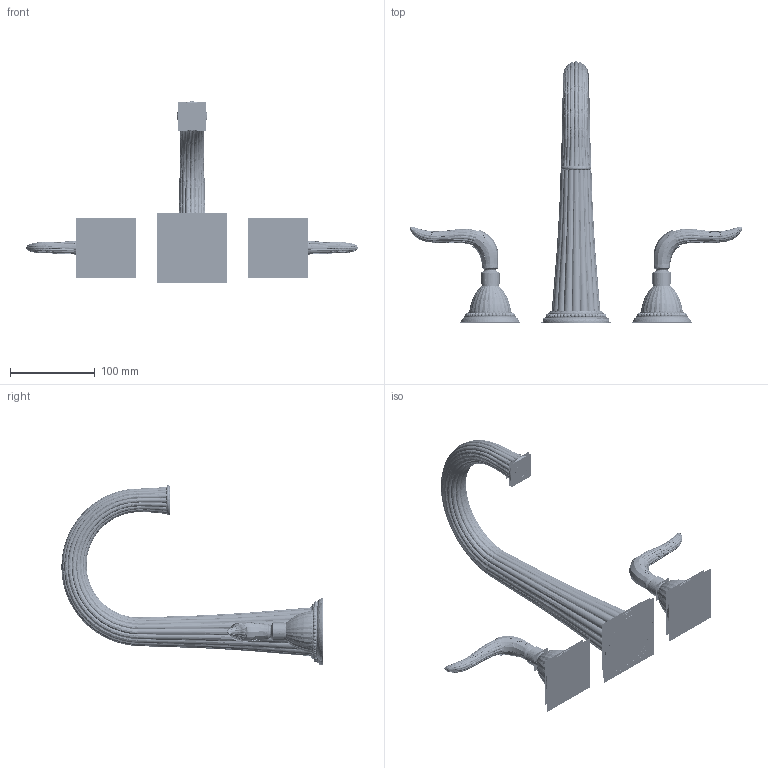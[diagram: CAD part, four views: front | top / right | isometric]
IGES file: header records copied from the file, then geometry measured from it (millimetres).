
Start section:  PTC IGES file: 0932BAR821-XX.igs
Global section: file name: 0932BAR821-XX.igs; native system: Creo Elements/Pro by Parametric Technology Corporation; preprocessor: 2015070; author: leo; organization: Unknown; date: 20200311.101332; units: inch
Bounding box: 392.91 x 309.06 x 214.6 mm (x, y, z)
Volume: 756812.3 mm3; surface area: 974687 mm2
Topology: 9 solids, 9 shells, 3414 faces, 19922 edges, 27094 vertices
Faces by surface type: bspline 1880, revolution 1534
